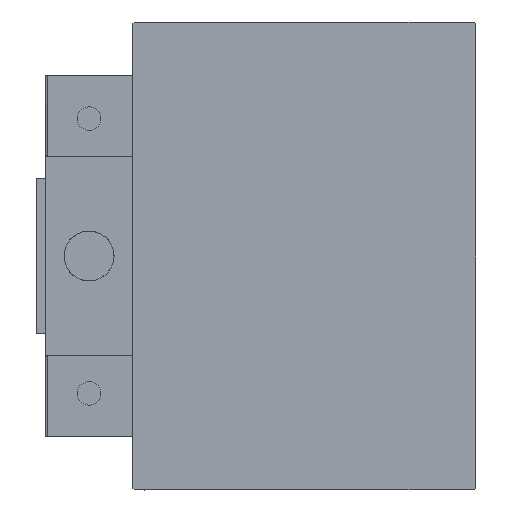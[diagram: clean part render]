
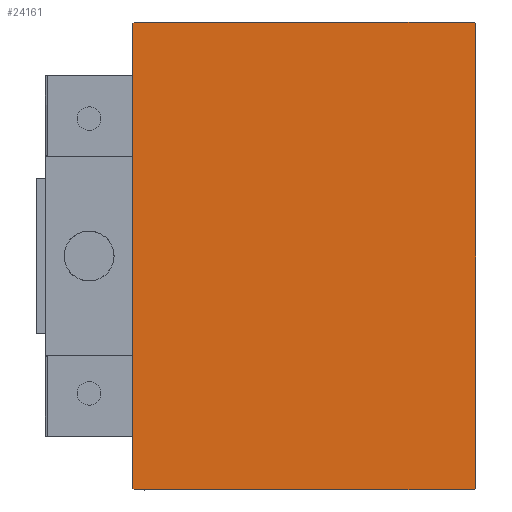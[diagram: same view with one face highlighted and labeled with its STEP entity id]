
A CAD part, left-side view. The second image highlights one B-rep face of the part: STEP entity #24161.
In plain terms, the highlighted face is planar.
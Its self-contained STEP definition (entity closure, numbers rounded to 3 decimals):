
#1707 = EDGE_CURVE ( 'NONE', #20770, #6014, #21213, .T. ) ;
#2410 = CARTESIAN_POINT ( 'NONE',  ( 75., 27.5, 37.2 ) ) ;
#2612 = VECTOR ( 'NONE', #15309, 1000. ) ;
#5908 = VERTEX_POINT ( 'NONE', #10254 ) ;
#6014 = VERTEX_POINT ( 'NONE', #22609 ) ;
#6285 = EDGE_CURVE ( 'NONE', #5908, #46737, #48832, .T. ) ;
#6752 = EDGE_CURVE ( 'NONE', #34143, #16195, #31101, .T. ) ;
#8601 = FACE_OUTER_BOUND ( 'NONE', #45651, .T. ) ;
#9826 = DIRECTION ( 'NONE',  ( 0., 0.707, 0.707 ) ) ;
#9998 = CARTESIAN_POINT ( 'NONE',  ( 75., -27.5, -37.2 ) ) ;
#10092 = CARTESIAN_POINT ( 'NONE',  ( 75., 27.5, 37.5 ) ) ;
#10254 = CARTESIAN_POINT ( 'NONE',  ( 75., 27.5, -37.2 ) ) ;
#10455 = CARTESIAN_POINT ( 'NONE',  ( 75., 27.5, -37.5 ) ) ;
#12058 = LINE ( 'NONE', #19377, #43691 ) ;
#12974 = ORIENTED_EDGE ( 'NONE', *, *, #22625, .T. ) ;
#13467 = VECTOR ( 'NONE', #23268, 1000. ) ;
#13880 = ORIENTED_EDGE ( 'NONE', *, *, #44620, .T. ) ;
#14613 = EDGE_CURVE ( 'NONE', #46830, #34143, #34773, .T. ) ;
#14997 = DIRECTION ( 'NONE',  ( 0., 0., -1. ) ) ;
#15309 = DIRECTION ( 'NONE',  ( 0., -1., 0. ) ) ;
#15347 = VECTOR ( 'NONE', #47125, 1000. ) ;
#16195 = VERTEX_POINT ( 'NONE', #32085 ) ;
#19377 = CARTESIAN_POINT ( 'NONE',  ( 75., -32.35, 32.35 ) ) ;
#20478 = EDGE_CURVE ( 'NONE', #16195, #5908, #48203, .T. ) ;
#20688 = VECTOR ( 'NONE', #25856, 1000. ) ;
#20770 = VERTEX_POINT ( 'NONE', #43047 ) ;
#21200 = CARTESIAN_POINT ( 'NONE',  ( 75., 32.35, -32.35 ) ) ;
#21213 = LINE ( 'NONE', #10092, #2612 ) ;
#21291 = ORIENTED_EDGE ( 'NONE', *, *, #14613, .T. ) ;
#22609 = CARTESIAN_POINT ( 'NONE',  ( 75., -27.2, 37.5 ) ) ;
#22625 = EDGE_CURVE ( 'NONE', #25211, #46830, #23571, .T. ) ;
#23268 = DIRECTION ( 'NONE',  ( 0., 1., 0. ) ) ;
#23571 = LINE ( 'NONE', #34677, #49392 ) ;
#24161 = ADVANCED_FACE ( 'NONE', ( #8601 ), #28289, .T. ) ;
#24658 = ORIENTED_EDGE ( 'NONE', *, *, #6285, .T. ) ;
#25211 = VERTEX_POINT ( 'NONE', #38840 ) ;
#25603 = CARTESIAN_POINT ( 'NONE',  ( 75., -27.2, -37.5 ) ) ;
#25856 = DIRECTION ( 'NONE',  ( 0., 0., 1. ) ) ;
#26455 = DIRECTION ( 'NONE',  ( 0., -0.707, -0.707 ) ) ;
#27800 = DIRECTION ( 'NONE',  ( 1., 0., 0. ) ) ;
#28289 = PLANE ( 'NONE',  #40560 ) ;
#29013 = EDGE_CURVE ( 'NONE', #46737, #20770, #45147, .T. ) ;
#30278 = VECTOR ( 'NONE', #48201, 1000. ) ;
#31101 = LINE ( 'NONE', #46482, #13467 ) ;
#31251 = CARTESIAN_POINT ( 'NONE',  ( 75., -32.35, -32.35 ) ) ;
#31581 = CARTESIAN_POINT ( 'NONE',  ( 75., 0., 0. ) ) ;
#32085 = CARTESIAN_POINT ( 'NONE',  ( 75., 27.2, -37.5 ) ) ;
#32471 = ORIENTED_EDGE ( 'NONE', *, *, #6752, .T. ) ;
#33549 = CARTESIAN_POINT ( 'NONE',  ( 75., 32.35, 32.35 ) ) ;
#34143 = VERTEX_POINT ( 'NONE', #25603 ) ;
#34677 = CARTESIAN_POINT ( 'NONE',  ( 75., -27.5, 37.5 ) ) ;
#34773 = LINE ( 'NONE', #31251, #15347 ) ;
#36855 = ORIENTED_EDGE ( 'NONE', *, *, #1707, .T. ) ;
#38840 = CARTESIAN_POINT ( 'NONE',  ( 75., -27.5, 37.2 ) ) ;
#39998 = ORIENTED_EDGE ( 'NONE', *, *, #20478, .T. ) ;
#40560 = AXIS2_PLACEMENT_3D ( 'NONE', #31581, #27800, #43179 ) ;
#43047 = CARTESIAN_POINT ( 'NONE',  ( 75., 27.2, 37.5 ) ) ;
#43179 = DIRECTION ( 'NONE',  ( 0., 0., -1. ) ) ;
#43691 = VECTOR ( 'NONE', #26455, 1000. ) ;
#44620 = EDGE_CURVE ( 'NONE', #6014, #25211, #12058, .T. ) ;
#45147 = LINE ( 'NONE', #33549, #30278 ) ;
#45651 = EDGE_LOOP ( 'NONE', ( #32471, #39998, #24658, #48859, #36855, #13880, #12974, #21291 ) ) ;
#46482 = CARTESIAN_POINT ( 'NONE',  ( 75., -27.5, -37.5 ) ) ;
#46737 = VERTEX_POINT ( 'NONE', #2410 ) ;
#46830 = VERTEX_POINT ( 'NONE', #9998 ) ;
#46866 = VECTOR ( 'NONE', #9826, 1000. ) ;
#47125 = DIRECTION ( 'NONE',  ( 0., 0.707, -0.707 ) ) ;
#48201 = DIRECTION ( 'NONE',  ( 0., -0.707, 0.707 ) ) ;
#48203 = LINE ( 'NONE', #21200, #46866 ) ;
#48832 = LINE ( 'NONE', #10455, #20688 ) ;
#48859 = ORIENTED_EDGE ( 'NONE', *, *, #29013, .T. ) ;
#49392 = VECTOR ( 'NONE', #14997, 1000. ) ;
